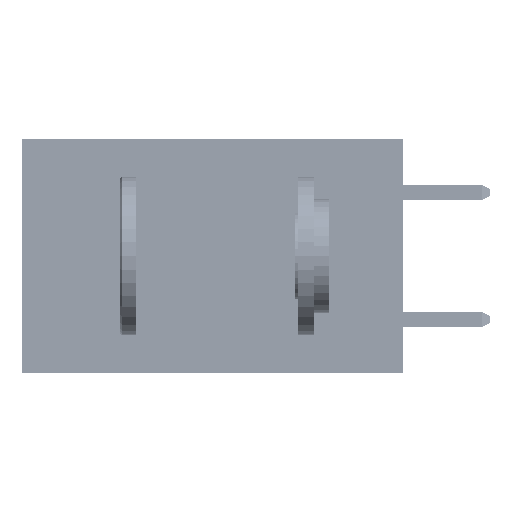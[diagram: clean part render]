
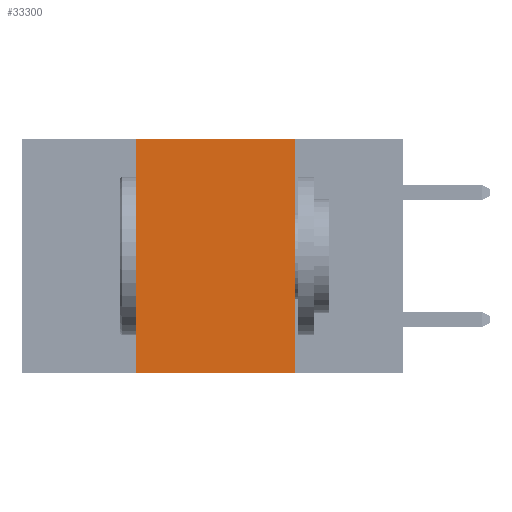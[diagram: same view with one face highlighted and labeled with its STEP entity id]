
A CAD part, left-side view. The second image highlights one B-rep face of the part: STEP entity #33300.
In plain terms, the highlighted planar face has unit normal (-1, 0, 0).
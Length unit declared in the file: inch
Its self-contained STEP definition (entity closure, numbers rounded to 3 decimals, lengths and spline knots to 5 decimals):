
#130 = FACE_OUTER_BOUND ( 'NONE', #35500, .T. ) ;
#201 = EDGE_CURVE ( 'NONE', #30019, #4409, #22990, .T. ) ;
#994 = DIRECTION ( 'NONE',  ( 0., -1., 0. ) ) ;
#4409 = VERTEX_POINT ( 'NONE', #25351 ) ;
#6097 = VECTOR ( 'NONE', #42447, 39.37008 ) ;
#7613 = CARTESIAN_POINT ( 'NONE',  ( 0., 0.42, -0.37 ) ) ;
#7825 = AXIS2_PLACEMENT_3D ( 'NONE', #36203, #12724, #20370 ) ;
#12724 = DIRECTION ( 'NONE',  ( 1., 0., 0. ) ) ;
#13619 = ORIENTED_EDGE ( 'NONE', *, *, #49584, .F. ) ;
#17905 = ORIENTED_EDGE ( 'NONE', *, *, #19275, .T. ) ;
#19275 = EDGE_CURVE ( 'NONE', #30019, #21971, #45279, .T. ) ;
#19556 = ORIENTED_EDGE ( 'NONE', *, *, #201, .F. ) ;
#20370 = DIRECTION ( 'NONE',  ( 0., 0., -1. ) ) ;
#21714 = LINE ( 'NONE', #26204, #46248 ) ;
#21971 = VERTEX_POINT ( 'NONE', #49824 ) ;
#22564 = DIRECTION ( 'NONE',  ( 0., 0., -1. ) ) ;
#22990 = LINE ( 'NONE', #27856, #32252 ) ;
#23203 = CARTESIAN_POINT ( 'NONE',  ( 0., 0.6, -0.37 ) ) ;
#24359 = DIRECTION ( 'NONE',  ( 0., 0., 1. ) ) ;
#24514 = ORIENTED_EDGE ( 'NONE', *, *, #32051, .F. ) ;
#25351 = CARTESIAN_POINT ( 'NONE',  ( 0., 0.42, 0. ) ) ;
#26204 = CARTESIAN_POINT ( 'NONE',  ( 0., 0.17, 0. ) ) ;
#27856 = CARTESIAN_POINT ( 'NONE',  ( 0., 0.42, 0. ) ) ;
#28061 = CARTESIAN_POINT ( 'NONE',  ( 0., 0.6, 0. ) ) ;
#28648 = PLANE ( 'NONE',  #7825 ) ;
#30019 = VERTEX_POINT ( 'NONE', #7613 ) ;
#32051 = EDGE_CURVE ( 'NONE', #4409, #49196, #42477, .T. ) ;
#32252 = VECTOR ( 'NONE', #24359, 39.37008 ) ;
#33300 = ADVANCED_FACE ( 'NONE', ( #130 ), #28648, .F. ) ;
#35500 = EDGE_LOOP ( 'NONE', ( #13619, #24514, #19556, #17905 ) ) ;
#36203 = CARTESIAN_POINT ( 'NONE',  ( 0., 0.6, 0. ) ) ;
#42447 = DIRECTION ( 'NONE',  ( 0., -1., 0. ) ) ;
#42477 = LINE ( 'NONE', #28061, #47378 ) ;
#45279 = LINE ( 'NONE', #23203, #6097 ) ;
#46248 = VECTOR ( 'NONE', #22564, 39.37008 ) ;
#47378 = VECTOR ( 'NONE', #994, 39.37008 ) ;
#48135 = CARTESIAN_POINT ( 'NONE',  ( 0., 0.17, 0. ) ) ;
#49196 = VERTEX_POINT ( 'NONE', #48135 ) ;
#49584 = EDGE_CURVE ( 'NONE', #49196, #21971, #21714, .T. ) ;
#49824 = CARTESIAN_POINT ( 'NONE',  ( 0., 0.17, -0.37 ) ) ;
